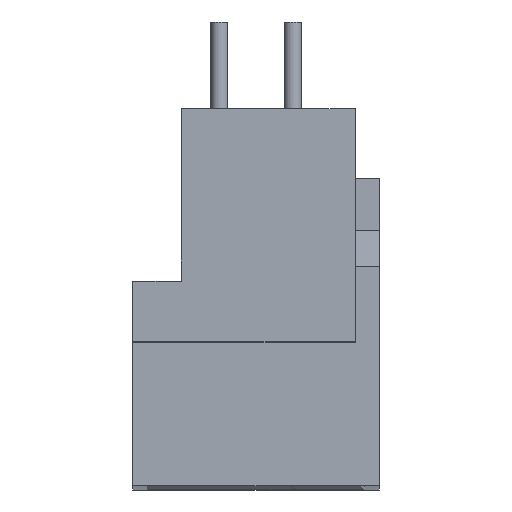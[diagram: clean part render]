
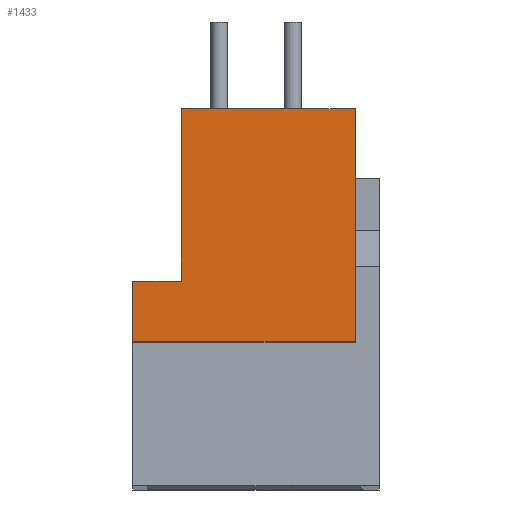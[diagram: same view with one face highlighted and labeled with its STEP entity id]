
A CAD part, top view. The second image highlights one B-rep face of the part: STEP entity #1433.
In plain terms, the highlighted planar face has unit normal (0, 0, 1).
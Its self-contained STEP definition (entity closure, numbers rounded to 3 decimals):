
#469=LINE('',#6848,#585);
#478=LINE('',#6865,#594);
#479=LINE('',#6867,#595);
#480=LINE('',#6870,#596);
#481=LINE('',#6872,#597);
#482=LINE('',#6873,#598);
#585=VECTOR('',#5833,1.);
#594=VECTOR('',#5846,1.);
#595=VECTOR('',#5849,1.);
#596=VECTOR('',#5850,1.);
#597=VECTOR('',#5851,1.);
#598=VECTOR('',#5852,1.);
#1433=ADVANCED_FACE('',(#1780),#1609,.T.);
#1609=PLANE('',#4629);
#1780=FACE_OUTER_BOUND('',#2279,.T.);
#2279=EDGE_LOOP('',(#2986,#2987,#2988,#2989,#2990,#2991));
#2986=ORIENTED_EDGE('',*,*,#3799,.F.);
#2987=ORIENTED_EDGE('',*,*,#3800,.F.);
#2988=ORIENTED_EDGE('',*,*,#3801,.F.);
#2989=ORIENTED_EDGE('',*,*,#3798,.T.);
#2990=ORIENTED_EDGE('',*,*,#3789,.F.);
#2991=ORIENTED_EDGE('',*,*,#3802,.F.);
#3424=VERTEX_POINT('',#6847);
#3425=VERTEX_POINT('',#6849);
#3430=VERTEX_POINT('',#6864);
#3431=VERTEX_POINT('',#6868);
#3432=VERTEX_POINT('',#6869);
#3433=VERTEX_POINT('',#6871);
#3789=EDGE_CURVE('',#3424,#3425,#469,.T.);
#3798=EDGE_CURVE('',#3430,#3425,#478,.T.);
#3799=EDGE_CURVE('',#3431,#3432,#479,.T.);
#3800=EDGE_CURVE('',#3433,#3431,#480,.T.);
#3801=EDGE_CURVE('',#3430,#3433,#481,.T.);
#3802=EDGE_CURVE('',#3432,#3424,#482,.T.);
#4629=AXIS2_PLACEMENT_3D('',#6874,#5853,#5854);
#5833=DIRECTION('',(0.,1.,0.));
#5846=DIRECTION('',(-1.,0.,0.));
#5849=DIRECTION('',(0.,1.,0.));
#5850=DIRECTION('',(-1.,0.,0.));
#5851=DIRECTION('',(0.,-1.,0.));
#5852=DIRECTION('',(1.,0.,0.));
#5853=DIRECTION('',(0.,0.,1.));
#5854=DIRECTION('',(0.,1.,0.));
#6847=CARTESIAN_POINT('',(-2.58,7.05,90.75));
#6848=CARTESIAN_POINT('',(-2.58,7.05,90.75));
#6849=CARTESIAN_POINT('',(-2.58,13.,90.75));
#6864=CARTESIAN_POINT('',(3.42,13.,90.75));
#6865=CARTESIAN_POINT('',(3.42,13.,90.75));
#6867=CARTESIAN_POINT('',(-4.25,4.95,90.75));
#6868=CARTESIAN_POINT('',(-4.25,4.95,90.75));
#6869=CARTESIAN_POINT('',(-4.25,7.05,90.75));
#6870=CARTESIAN_POINT('',(3.42,4.95,90.75));
#6871=CARTESIAN_POINT('',(3.42,4.95,90.75));
#6872=CARTESIAN_POINT('',(3.42,13.,90.75));
#6873=CARTESIAN_POINT('',(-4.25,7.05,90.75));
#6874=CARTESIAN_POINT('',(3.52,4.85,90.75));
